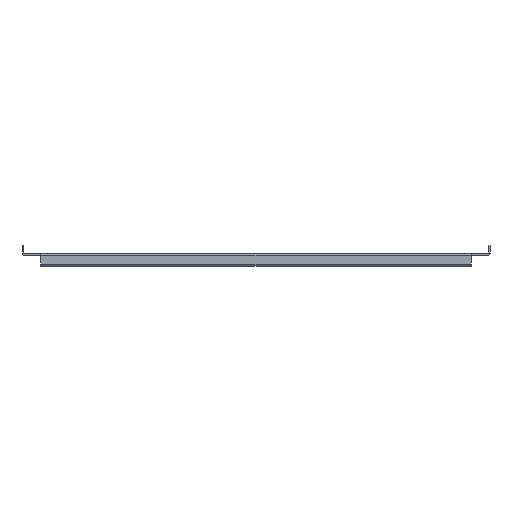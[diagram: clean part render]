
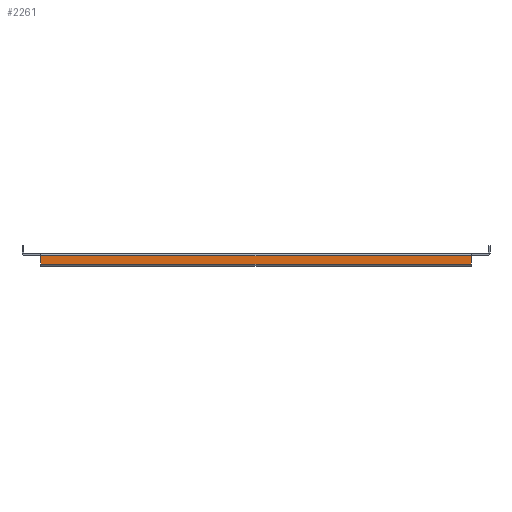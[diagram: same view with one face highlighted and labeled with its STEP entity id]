
A CAD part, front view. The second image highlights one B-rep face of the part: STEP entity #2261.
In plain terms, the highlighted planar face has unit normal (0, -1, 0).
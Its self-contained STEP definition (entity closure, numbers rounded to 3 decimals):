
#6 = ORIENTED_EDGE ( 'NONE', *, *, #2058, .T. ) ;
#7 = VECTOR ( 'NONE', #232, 1000. ) ;
#22 = EDGE_CURVE ( 'NONE', #995, #2069, #28, .T. ) ;
#28 = LINE ( 'NONE', #1410, #7 ) ;
#105 = EDGE_CURVE ( 'NONE', #1235, #995, #1442, .T. ) ;
#232 = DIRECTION ( 'NONE',  ( 0., 0., 1. ) ) ;
#244 = VERTEX_POINT ( 'NONE', #367 ) ;
#245 = CARTESIAN_POINT ( 'NONE',  ( -121.487, -91.711, -16.5 ) ) ;
#254 = LINE ( 'NONE', #1889, #309 ) ;
#262 = AXIS2_PLACEMENT_3D ( 'NONE', #2132, #931, #1317 ) ;
#309 = VECTOR ( 'NONE', #880, 1000. ) ;
#339 = VECTOR ( 'NONE', #754, 1000. ) ;
#367 = CARTESIAN_POINT ( 'NONE',  ( -121.487, -91.711, -3.5 ) ) ;
#491 = CARTESIAN_POINT ( 'NONE',  ( 563.513, -91.711, -16.5 ) ) ;
#511 = FACE_OUTER_BOUND ( 'NONE', #2481, .T. ) ;
#754 = DIRECTION ( 'NONE',  ( 0., 0., -1. ) ) ;
#757 = ORIENTED_EDGE ( 'NONE', *, *, #22, .T. ) ;
#771 = CARTESIAN_POINT ( 'NONE',  ( -121.487, -91.711, 0. ) ) ;
#880 = DIRECTION ( 'NONE',  ( 1., 0., 0. ) ) ;
#931 = DIRECTION ( 'NONE',  ( 0., 1., 0. ) ) ;
#982 = ORIENTED_EDGE ( 'NONE', *, *, #2591, .F. ) ;
#995 = VERTEX_POINT ( 'NONE', #491 ) ;
#1056 = DIRECTION ( 'NONE',  ( 1., 0., 0. ) ) ;
#1114 = ORIENTED_EDGE ( 'NONE', *, *, #105, .T. ) ;
#1156 = PLANE ( 'NONE',  #262 ) ;
#1235 = VERTEX_POINT ( 'NONE', #245 ) ;
#1317 = DIRECTION ( 'NONE',  ( 0., 0., 1. ) ) ;
#1410 = CARTESIAN_POINT ( 'NONE',  ( 563.513, -91.711, 0. ) ) ;
#1442 = LINE ( 'NONE', #1455, #2478 ) ;
#1455 = CARTESIAN_POINT ( 'NONE',  ( -121.487, -91.711, -16.5 ) ) ;
#1560 = CARTESIAN_POINT ( 'NONE',  ( 563.513, -91.711, -3.5 ) ) ;
#1763 = LINE ( 'NONE', #771, #339 ) ;
#1889 = CARTESIAN_POINT ( 'NONE',  ( 563.513, -91.711, -3.5 ) ) ;
#2058 = EDGE_CURVE ( 'NONE', #244, #1235, #1763, .T. ) ;
#2069 = VERTEX_POINT ( 'NONE', #1560 ) ;
#2132 = CARTESIAN_POINT ( 'NONE',  ( 0., -91.711, 0. ) ) ;
#2261 = ADVANCED_FACE ( 'NONE', ( #511 ), #1156, .F. ) ;
#2478 = VECTOR ( 'NONE', #1056, 1000. ) ;
#2481 = EDGE_LOOP ( 'NONE', ( #1114, #757, #982, #6 ) ) ;
#2591 = EDGE_CURVE ( 'NONE', #244, #2069, #254, .T. ) ;
